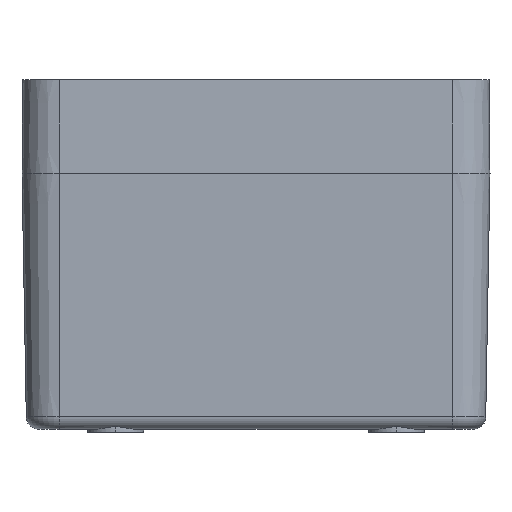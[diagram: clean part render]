
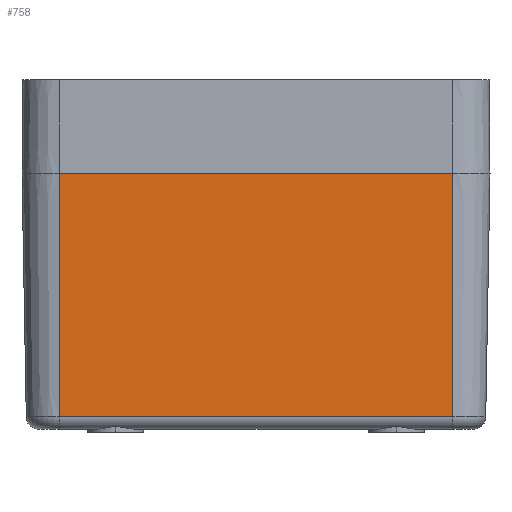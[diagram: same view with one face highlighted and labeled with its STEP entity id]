
A CAD part, left-side view. The second image highlights one B-rep face of the part: STEP entity #758.
In plain terms, the highlighted planar face has unit normal (-1, 0, -0.018).
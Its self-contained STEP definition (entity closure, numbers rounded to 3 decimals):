
#738=AXIS2_PLACEMENT_3D('Plane Axis2P3D',#735,#736,#737) ;
#111=CARTESIAN_POINT('Vertex',(0.,69.,41.5)) ;
#114=CARTESIAN_POINT('Line Origine',(0.,37.5,41.5)) ;
#118=CARTESIAN_POINT('Vertex',(0.,6.,41.5)) ;
#715=CARTESIAN_POINT('Line Origine',(-8723.203,69.,499793.478)) ;
#719=CARTESIAN_POINT('Vertex',(0.681,69.,2.465)) ;
#735=CARTESIAN_POINT('Axis2P3D Location',(0.,37.5,41.5)) ;
#740=CARTESIAN_POINT('Line Origine',(0.681,37.5,2.465)) ;
#744=CARTESIAN_POINT('Vertex',(0.681,6.,2.465)) ;
#747=CARTESIAN_POINT('Line Origine',(0.341,6.,21.983)) ;
#115=DIRECTION('Vector Direction',(0.,1.,0.)) ;
#716=DIRECTION('Vector Direction',(-0.017,0.,1.)) ;
#736=DIRECTION('Axis2P3D Direction',(1.,0.,0.017)) ;
#737=DIRECTION('Axis2P3D XDirection',(0.,1.,0.)) ;
#741=DIRECTION('Vector Direction',(0.,1.,0.)) ;
#748=DIRECTION('Vector Direction',(-0.017,0.,1.)) ;
#116=VECTOR('Line Direction',#115,1.) ;
#717=VECTOR('Line Direction',#716,1.) ;
#742=VECTOR('Line Direction',#741,1.) ;
#749=VECTOR('Line Direction',#748,1.) ;
#753=ORIENTED_EDGE('',*,*,#746,.F.) ;
#754=ORIENTED_EDGE('',*,*,#751,.F.) ;
#755=ORIENTED_EDGE('',*,*,#120,.F.) ;
#756=ORIENTED_EDGE('',*,*,#721,.T.) ;
#758=ADVANCED_FACE('Hauptk\X2\00F6\X0\rper',(#757),#739,.F.) ;
#120=EDGE_CURVE('',#112,#119,#117,.F.) ;
#721=EDGE_CURVE('',#112,#720,#718,.F.) ;
#746=EDGE_CURVE('',#745,#720,#743,.T.) ;
#751=EDGE_CURVE('',#119,#745,#750,.F.) ;
#752=EDGE_LOOP('',(#753,#754,#755,#756)) ;
#757=FACE_OUTER_BOUND('',#752,.T.) ;
#117=LINE('Line',#114,#116) ;
#718=LINE('Line',#715,#717) ;
#743=LINE('Line',#740,#742) ;
#750=LINE('Line',#747,#749) ;
#739=PLANE('',#738) ;
#112=VERTEX_POINT('',#111) ;
#119=VERTEX_POINT('',#118) ;
#720=VERTEX_POINT('',#719) ;
#745=VERTEX_POINT('',#744) ;
